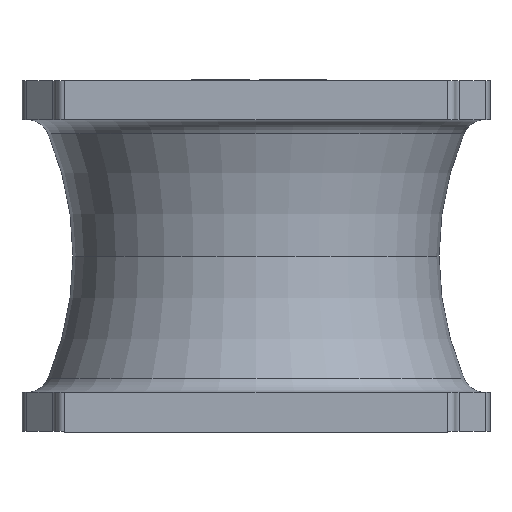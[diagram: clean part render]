
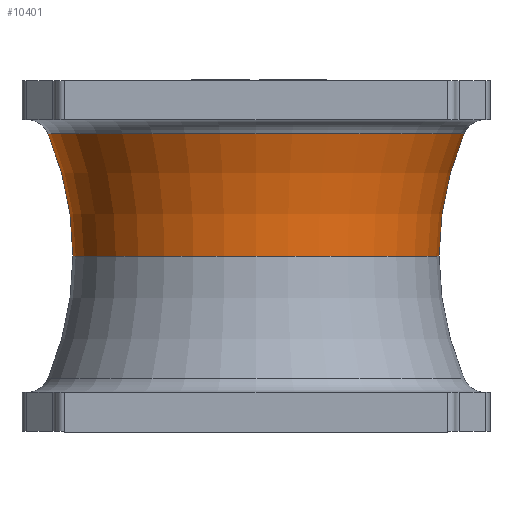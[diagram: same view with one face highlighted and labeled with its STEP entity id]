
A CAD part, front view. The second image highlights one B-rep face of the part: STEP entity #10401.
In plain terms, the highlighted toroidal (fillet/blend) face has major radius 6.347 mm and minor radius 4 mm.
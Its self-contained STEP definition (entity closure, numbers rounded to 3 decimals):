
#11 = ORIENTED_EDGE ( 'NONE', *, *, #17247, .F. ) ;
#35 = DIRECTION ( 'NONE',  ( 0., 0., -1. ) ) ;
#375 = VERTEX_POINT ( 'NONE', #12925 ) ;
#795 = TOROIDAL_SURFACE ( 'NONE', #8582, 6.347, 4. ) ;
#957 = ORIENTED_EDGE ( 'NONE', *, *, #3312, .T. ) ;
#985 = DIRECTION ( 'NONE',  ( 0., 0., 1. ) ) ;
#1480 = FACE_OUTER_BOUND ( 'NONE', #11451, .T. ) ;
#1522 = ORIENTED_EDGE ( 'NONE', *, *, #4783, .T. ) ;
#3312 = EDGE_CURVE ( 'NONE', #20012, #375, #15294, .T. ) ;
#3366 = VERTEX_POINT ( 'NONE', #19337 ) ;
#4153 = DIRECTION ( 'NONE',  ( 0., 0., -1. ) ) ;
#4783 = EDGE_CURVE ( 'NONE', #13005, #3366, #14673, .T. ) ;
#5739 = AXIS2_PLACEMENT_3D ( 'NONE', #10595, #9272, #35 ) ;
#6108 = DIRECTION ( 'NONE',  ( -1., 0., 0. ) ) ;
#6262 = CARTESIAN_POINT ( 'NONE',  ( 0., 0., -1.75 ) ) ;
#6786 = AXIS2_PLACEMENT_3D ( 'NONE', #6983, #985, #8687 ) ;
#6983 = CARTESIAN_POINT ( 'NONE',  ( 0., 0., -1.75 ) ) ;
#7286 = CARTESIAN_POINT ( 'NONE',  ( 6.347, 0., -1.75 ) ) ;
#7558 = DIRECTION ( 'NONE',  ( 0., 0., 1. ) ) ;
#8582 = AXIS2_PLACEMENT_3D ( 'NONE', #6262, #7558, #13827 ) ;
#8687 = DIRECTION ( 'NONE',  ( 1., 0., 0. ) ) ;
#8829 = AXIS2_PLACEMENT_3D ( 'NONE', #7286, #10443, #4153 ) ;
#9244 = EDGE_CURVE ( 'NONE', #375, #13005, #10798, .T. ) ;
#9272 = DIRECTION ( 'NONE',  ( 0., -1., 0. ) ) ;
#10401 = ADVANCED_FACE ( 'NONE', ( #1480 ), #795, .F. ) ;
#10443 = DIRECTION ( 'NONE',  ( 0., 1., 0. ) ) ;
#10584 = CARTESIAN_POINT ( 'NONE',  ( 0., 0., -0.182 ) ) ;
#10595 = CARTESIAN_POINT ( 'NONE',  ( -6.347, 0., -1.75 ) ) ;
#10798 = CIRCLE ( 'NONE', #8829, 4. ) ;
#11451 = EDGE_LOOP ( 'NONE', ( #11, #957, #11588, #1522 ) ) ;
#11588 = ORIENTED_EDGE ( 'NONE', *, *, #9244, .T. ) ;
#12925 = CARTESIAN_POINT ( 'NONE',  ( 2.347, 0., -1.75 ) ) ;
#13005 = VERTEX_POINT ( 'NONE', #15792 ) ;
#13827 = DIRECTION ( 'NONE',  ( 1., 0., 0. ) ) ;
#13896 = CIRCLE ( 'NONE', #5739, 4. ) ;
#14673 = CIRCLE ( 'NONE', #19529, 2.667 ) ;
#15294 = CIRCLE ( 'NONE', #6786, 2.347 ) ;
#15792 = CARTESIAN_POINT ( 'NONE',  ( 2.667, 0., -0.182 ) ) ;
#17247 = EDGE_CURVE ( 'NONE', #20012, #3366, #13896, .T. ) ;
#18617 = CARTESIAN_POINT ( 'NONE',  ( -2.347, 0., -1.75 ) ) ;
#19337 = CARTESIAN_POINT ( 'NONE',  ( -2.667, 0., -0.182 ) ) ;
#19529 = AXIS2_PLACEMENT_3D ( 'NONE', #10584, #20059, #6108 ) ;
#20012 = VERTEX_POINT ( 'NONE', #18617 ) ;
#20059 = DIRECTION ( 'NONE',  ( 0., 0., -1. ) ) ;
